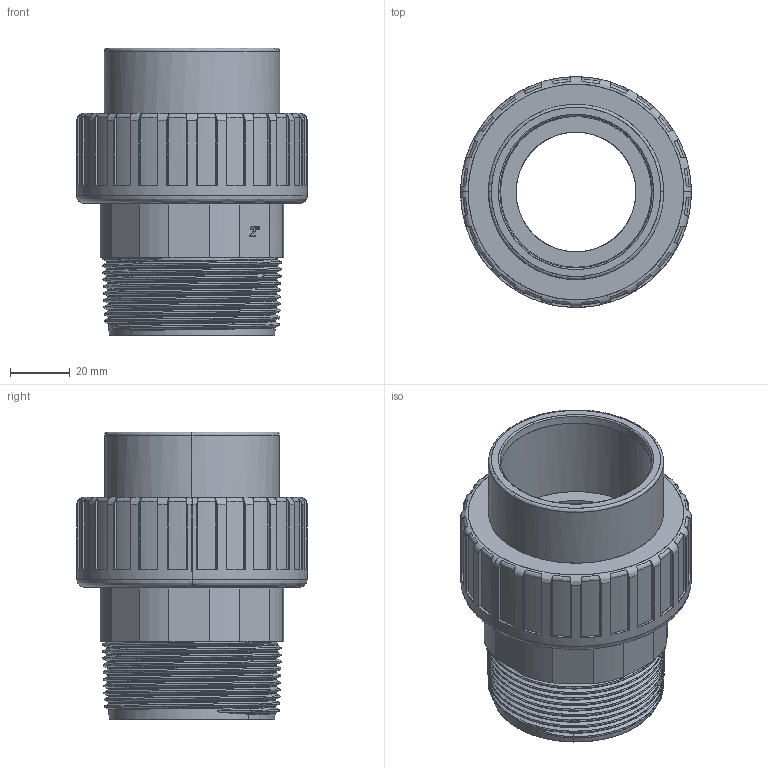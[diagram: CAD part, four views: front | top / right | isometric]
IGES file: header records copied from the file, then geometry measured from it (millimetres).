
Start section: SolidWorks IGES file using NURBS representation for surfaces
Global section: file name: 01101279019.IGS; native system: SolidWorks 2020; preprocessor: SolidWorks 2020; author: dmorais; date: 210507.102645; units: millimetre
Bounding box: 77 x 76.99 x 96 mm (x, y, z)
Surface area: 43218.6 mm2 (no closed solid volume)
Topology: 0 solids, 0 shells, 290 faces, 7772 edges, 7772 vertices
Faces by surface type: bspline 290
